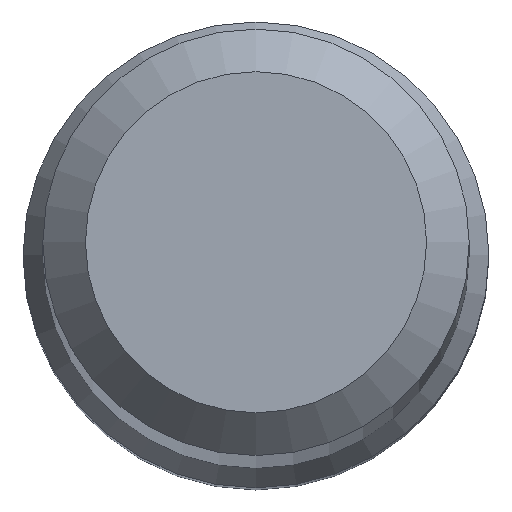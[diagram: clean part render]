
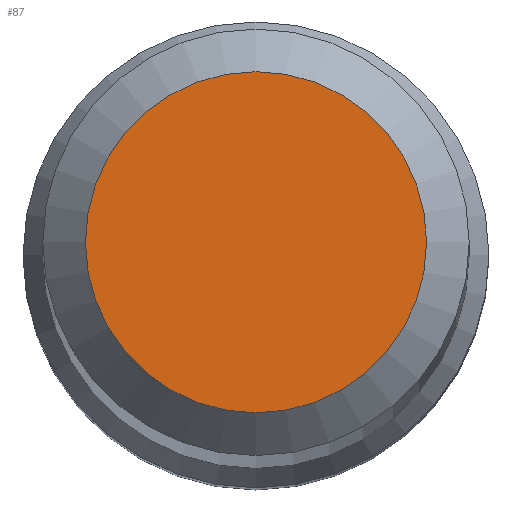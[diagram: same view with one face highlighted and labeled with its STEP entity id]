
A CAD part, top view. The second image highlights one B-rep face of the part: STEP entity #87.
In plain terms, the highlighted planar face has unit normal (0, 0, 1).
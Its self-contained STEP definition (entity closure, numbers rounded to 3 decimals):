
#12 = PLANE ( 'NONE',  #239 ) ;
#25 = DIRECTION ( 'NONE',  ( 0., 1., 0. ) ) ;
#31 = VERTEX_POINT ( 'NONE', #52 ) ;
#51 = EDGE_LOOP ( 'NONE', ( #71 ) ) ;
#52 = CARTESIAN_POINT ( 'NONE',  ( 0., 1.6, 80. ) ) ;
#71 = ORIENTED_EDGE ( 'NONE', *, *, #153, .F. ) ;
#87 = ADVANCED_FACE ( 'NONE', ( #94 ), #12, .F. ) ;
#93 = DIRECTION ( 'NONE',  ( 0., 0., -1. ) ) ;
#94 = FACE_OUTER_BOUND ( 'NONE', #51, .T. ) ;
#95 = CARTESIAN_POINT ( 'NONE',  ( 0., 0., 80. ) ) ;
#137 = CARTESIAN_POINT ( 'NONE',  ( 0., 0., 80. ) ) ;
#145 = CIRCLE ( 'NONE', #195, 1.6 ) ;
#153 = EDGE_CURVE ( 'NONE', #31, #31, #145, .T. ) ;
#195 = AXIS2_PLACEMENT_3D ( 'NONE', #137, #214, #25 ) ;
#214 = DIRECTION ( 'NONE',  ( 0., 0., -1. ) ) ;
#230 = DIRECTION ( 'NONE',  ( 0., 1., 0. ) ) ;
#239 = AXIS2_PLACEMENT_3D ( 'NONE', #95, #93, #230 ) ;
